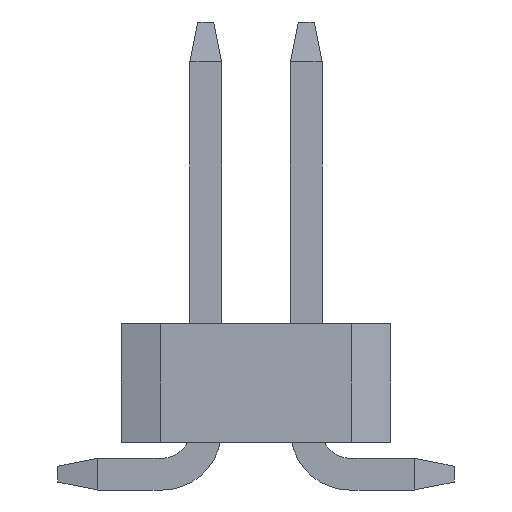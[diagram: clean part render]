
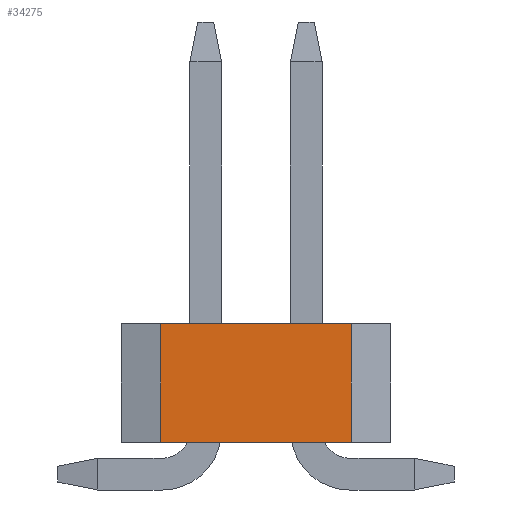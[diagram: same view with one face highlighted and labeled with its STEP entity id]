
A CAD part, front view. The second image highlights one B-rep face of the part: STEP entity #34275.
In plain terms, the highlighted face is planar.
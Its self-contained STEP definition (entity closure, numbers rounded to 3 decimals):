
#1924=ORIENTED_EDGE('',*,*,#8663,.F.);
#1925=ORIENTED_EDGE('',*,*,#8410,.T.);
#1926=ORIENTED_EDGE('',*,*,#8664,.T.);
#1927=ORIENTED_EDGE('',*,*,#8584,.F.);
#8410=EDGE_CURVE('',#11743,#11742,#14170,.T.);
#8584=EDGE_CURVE('',#11892,#11893,#14344,.T.);
#8663=EDGE_CURVE('',#11743,#11892,#14423,.T.);
#8664=EDGE_CURVE('',#11742,#11893,#14424,.T.);
#11742=VERTEX_POINT('',#45509);
#11743=VERTEX_POINT('',#45511);
#11892=VERTEX_POINT('',#45884);
#11893=VERTEX_POINT('',#45885);
#14170=LINE('',#45510,#17526);
#14344=LINE('',#45883,#17700);
#14423=LINE('',#45992,#17779);
#14424=LINE('',#45993,#17780);
#17526=VECTOR('',#38442,1000.);
#17700=VECTOR('',#38716,1000.);
#17779=VECTOR('',#38847,1000.);
#17780=VECTOR('',#38848,1000.);
#20233=EDGE_LOOP('',(#1924,#1925,#1926,#1927));
#21687=FACE_BOUND('',#20233,.T.);
#23141=PLANE('',#35686);
#34275=ADVANCED_FACE('',(#21687),#23141,.T.);
#35686=AXIS2_PLACEMENT_3D('',#45991,#38845,#38846);
#38442=DIRECTION('',(0.,0.,1.));
#38716=DIRECTION('',(0.,0.,1.));
#38845=DIRECTION('',(-1.,0.,0.));
#38846=DIRECTION('',(0.,0.,1.));
#38847=DIRECTION('',(0.,1.,0.));
#38848=DIRECTION('',(0.,1.,0.));
#45509=CARTESIAN_POINT('',(-15.875,-1.2,0.75));
#45510=CARTESIAN_POINT('',(-15.875,-1.2,-31.366));
#45511=CARTESIAN_POINT('',(-15.875,-1.2,-0.75));
#45883=CARTESIAN_POINT('',(-15.875,1.2,-31.366));
#45884=CARTESIAN_POINT('',(-15.875,1.2,-0.75));
#45885=CARTESIAN_POINT('',(-15.875,1.2,0.75));
#45991=CARTESIAN_POINT('',(-15.875,-1.7,-0.75));
#45992=CARTESIAN_POINT('',(-15.875,-1.7,-0.75));
#45993=CARTESIAN_POINT('',(-15.875,-1.7,0.75));
